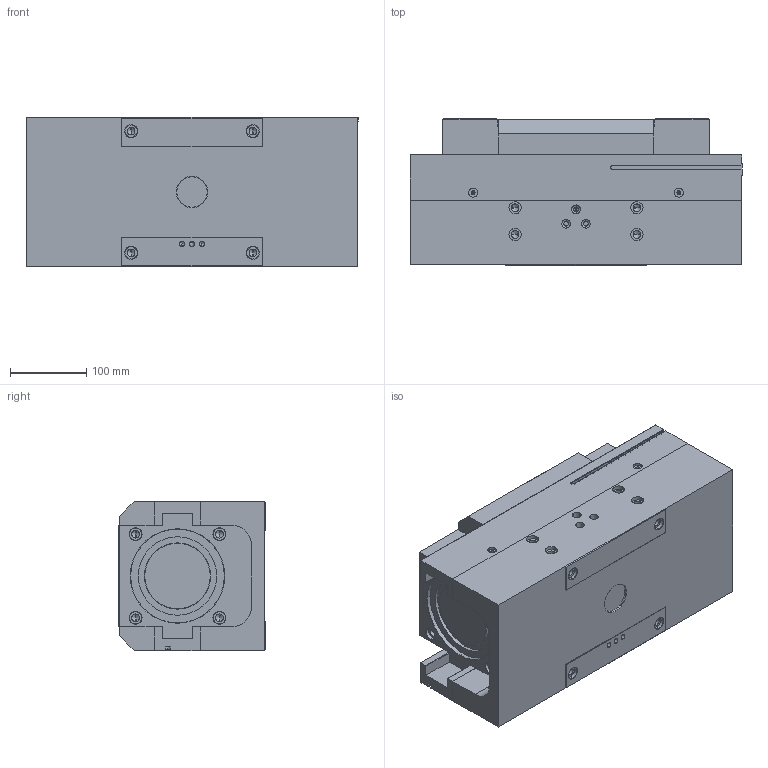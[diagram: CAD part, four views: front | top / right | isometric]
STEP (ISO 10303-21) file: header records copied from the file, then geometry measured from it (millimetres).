
FILE_DESCRIPTION (( 'STEP AP203' ), '1' );
FILE_NAME ('PSG-100.STEP', '2014-11-26T10:38:39', ( 'BOLOGNESE' ), ( '' ), 'SwSTEP 2.0', 'SolidWorks 2009', '' );
FILE_SCHEMA (( 'CONFIG_CONTROL_DESIGN' ));
Length unit declared in the file: millimetre
Products named in the file (5): Corpo; Guida; Coperchio; PSG-100; Griffa
Assembly tree (6 placements, depth 2):
  PSG-100
    Griffa  x2
    Corpo
    Guida  x2
    Coperchio
Bounding box: 436 x 191.9 x 196 mm (x, y, z)
Volume: 13510901.3 mm3; surface area: 1008917.8 mm2
Topology: 6 solids, 6 shells, 490 faces, 1218 edges, 732 vertices
Faces by surface type: cylinder 201, plane 157, cone 132
Entity records: 10959 total; most frequent: CARTESIAN_POINT 2274, DIRECTION 1788, ORIENTED_EDGE 1612, EDGE_CURVE 806, AXIS2_PLACEMENT_3D 670, VERTEX_POINT 510, VECTOR 448, LINE 448
